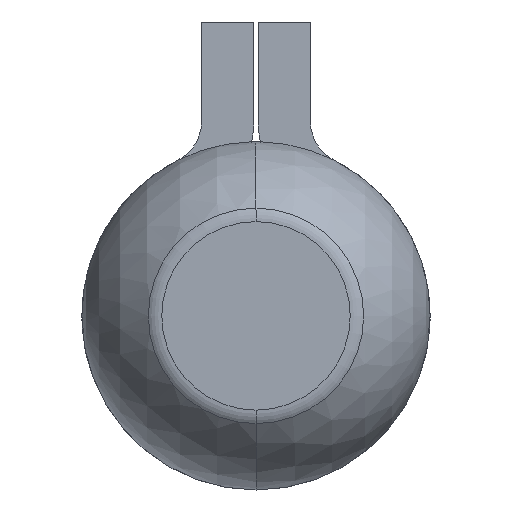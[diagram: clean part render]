
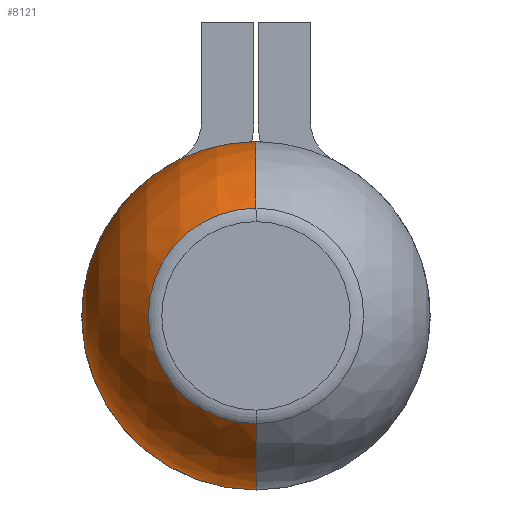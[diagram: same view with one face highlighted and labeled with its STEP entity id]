
A CAD part, front view. The second image highlights one B-rep face of the part: STEP entity #8121.
In plain terms, the highlighted spherical face has radius 8 mm.
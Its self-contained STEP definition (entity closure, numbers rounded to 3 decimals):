
#9 = DIRECTION ( 'NONE',  ( -1., 0., 0. ) ) ;
#154 = DIRECTION ( 'NONE',  ( 0., 0., 1. ) ) ;
#1064 = CIRCLE ( 'NONE', #8659, 4.949 ) ;
#1175 = ORIENTED_EDGE ( 'NONE', *, *, #8691, .F. ) ;
#1459 = CARTESIAN_POINT ( 'NONE',  ( -3.6, -34., 7.144 ) ) ;
#1541 = EDGE_CURVE ( 'NONE', #6812, #10667, #8999, .T. ) ;
#1944 = CARTESIAN_POINT ( 'NONE',  ( 0., -34., 0. ) ) ;
#2046 = ORIENTED_EDGE ( 'NONE', *, *, #1541, .T. ) ;
#2094 = AXIS2_PLACEMENT_3D ( 'NONE', #10549, #11638, #12484 ) ;
#2406 = ORIENTED_EDGE ( 'NONE', *, *, #7526, .T. ) ;
#2411 = DIRECTION ( 'NONE',  ( -1., 0., 0. ) ) ;
#2848 = CARTESIAN_POINT ( 'NONE',  ( 0., -34., 0. ) ) ;
#3208 = DIRECTION ( 'NONE',  ( 0., 1., 0. ) ) ;
#3408 = DIRECTION ( 'NONE',  ( 0., 0., 1. ) ) ;
#3485 = AXIS2_PLACEMENT_3D ( 'NONE', #11356, #2411, #3408 ) ;
#3792 = AXIS2_PLACEMENT_3D ( 'NONE', #11010, #6115, #154 ) ;
#4250 = SPHERICAL_SURFACE ( 'NONE', #10198, 8. ) ;
#4393 = CARTESIAN_POINT ( 'NONE',  ( 0., -40.286, 4.949 ) ) ;
#4836 = DIRECTION ( 'NONE',  ( 0., 0., 1. ) ) ;
#5460 = CARTESIAN_POINT ( 'NONE',  ( 0., -34., 8. ) ) ;
#5864 = DIRECTION ( 'NONE',  ( 0., 0., -1. ) ) ;
#6115 = DIRECTION ( 'NONE',  ( 0., 1., 0. ) ) ;
#6204 = CIRCLE ( 'NONE', #9795, 8. ) ;
#6645 = DIRECTION ( 'NONE',  ( 1., 0., 0. ) ) ;
#6812 = VERTEX_POINT ( 'NONE', #4393 ) ;
#7028 = AXIS2_PLACEMENT_3D ( 'NONE', #8511, #6645, #11680 ) ;
#7052 = ORIENTED_EDGE ( 'NONE', *, *, #11843, .F. ) ;
#7062 = VERTEX_POINT ( 'NONE', #8725 ) ;
#7303 = ORIENTED_EDGE ( 'NONE', *, *, #11082, .F. ) ;
#7526 = EDGE_CURVE ( 'NONE', #11798, #6812, #1064, .T. ) ;
#8121 = ADVANCED_FACE ( 'NONE', ( #12568 ), #4250, .T. ) ;
#8233 = DIRECTION ( 'NONE',  ( 0., 0., 1. ) ) ;
#8352 = CIRCLE ( 'NONE', #7028, 8. ) ;
#8511 = CARTESIAN_POINT ( 'NONE',  ( 0., -34., 0. ) ) ;
#8659 = AXIS2_PLACEMENT_3D ( 'NONE', #12328, #3208, #8233 ) ;
#8691 = EDGE_CURVE ( 'NONE', #12139, #10667, #6204, .T. ) ;
#8725 = CARTESIAN_POINT ( 'NONE',  ( 0., -34., -8. ) ) ;
#8999 = CIRCLE ( 'NONE', #3485, 8. ) ;
#9795 = AXIS2_PLACEMENT_3D ( 'NONE', #2848, #9842, #4836 ) ;
#9842 = DIRECTION ( 'NONE',  ( 0., 1., 0. ) ) ;
#10198 = AXIS2_PLACEMENT_3D ( 'NONE', #1944, #9, #5864 ) ;
#10549 = CARTESIAN_POINT ( 'NONE',  ( 0., -34., 0. ) ) ;
#10667 = VERTEX_POINT ( 'NONE', #5460 ) ;
#10715 = VERTEX_POINT ( 'NONE', #1459 ) ;
#10788 = EDGE_LOOP ( 'NONE', ( #2406, #2046, #1175, #7303, #7052, #11207 ) ) ;
#10884 = EDGE_CURVE ( 'NONE', #11798, #7062, #8352, .T. ) ;
#11010 = CARTESIAN_POINT ( 'NONE',  ( 0., -34., 0. ) ) ;
#11082 = EDGE_CURVE ( 'NONE', #10715, #12139, #11711, .T. ) ;
#11138 = CARTESIAN_POINT ( 'NONE',  ( 0., -40.286, -4.949 ) ) ;
#11207 = ORIENTED_EDGE ( 'NONE', *, *, #10884, .F. ) ;
#11356 = CARTESIAN_POINT ( 'NONE',  ( 0., -34., 0. ) ) ;
#11384 = CARTESIAN_POINT ( 'NONE',  ( -0.2, -34., 7.997 ) ) ;
#11638 = DIRECTION ( 'NONE',  ( 0., 1., 0. ) ) ;
#11680 = DIRECTION ( 'NONE',  ( 0., 0., -1. ) ) ;
#11711 = CIRCLE ( 'NONE', #2094, 8. ) ;
#11798 = VERTEX_POINT ( 'NONE', #11138 ) ;
#11843 = EDGE_CURVE ( 'NONE', #7062, #10715, #12759, .T. ) ;
#12139 = VERTEX_POINT ( 'NONE', #11384 ) ;
#12328 = CARTESIAN_POINT ( 'NONE',  ( 0., -40.286, 0. ) ) ;
#12484 = DIRECTION ( 'NONE',  ( 0., 0., 1. ) ) ;
#12568 = FACE_OUTER_BOUND ( 'NONE', #10788, .T. ) ;
#12759 = CIRCLE ( 'NONE', #3792, 8. ) ;
